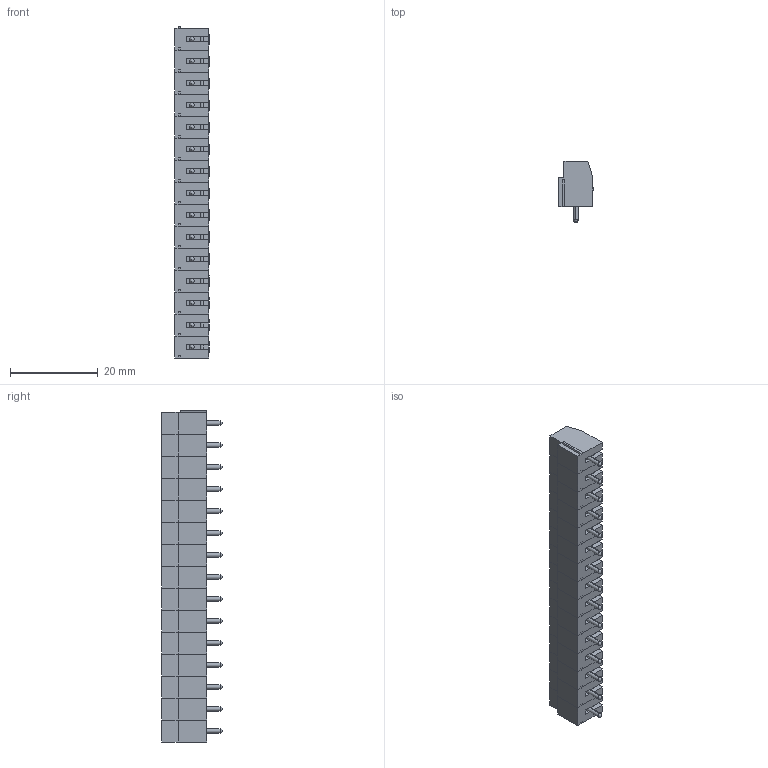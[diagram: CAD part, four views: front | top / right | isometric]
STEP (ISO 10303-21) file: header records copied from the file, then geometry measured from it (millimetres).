
FILE_DESCRIPTION (( 'STEP AP214' ), '1' );
FILE_NAME ('TBLOCK-15PIN-5mm pitch.STEP', '2020-06-29T08:26:59', ( '' ), ( '' ), 'SwSTEP 2.0', 'SolidWorks 2018', '' );
FILE_SCHEMA (( 'AUTOMOTIVE_DESIGN' ));
Length unit declared in the file: millimetre
Products named in the file (4): Inner; Screw; Outter; TBLOCK-15PIN-5mm pitch
Assembly tree (45 placements, depth 2):
  TBLOCK-15PIN-5mm pitch
    Outter  x15
    Screw  x15
    Inner  x15
Bounding box: 7.87 x 13.75 x 75.5 mm (x, y, z)
Volume: 4222.7 mm3; surface area: 11195.1 mm2
Topology: 45 solids, 45 shells, 2475 faces, 6210 edges, 3705 vertices
Faces by surface type: plane 1005, cylinder 645, bspline 420, torus 195, sphere 165, cone 45
Entity records: 5893 total; most frequent: CARTESIAN_POINT 1791, DIRECTION 815, ORIENTED_EDGE 802, EDGE_CURVE 401, AXIS2_PLACEMENT_3D 309, VERTEX_POINT 245, VECTOR 197, LINE 197
